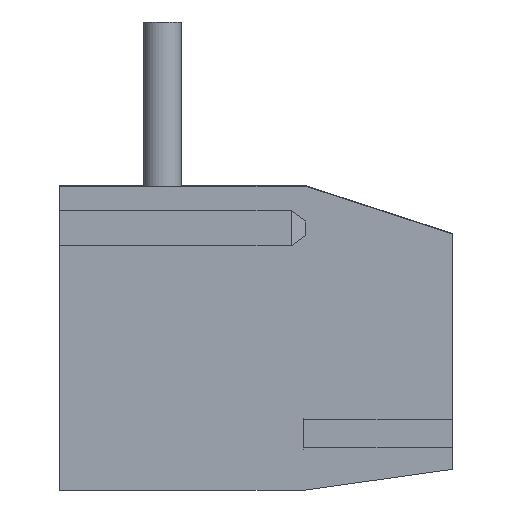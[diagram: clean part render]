
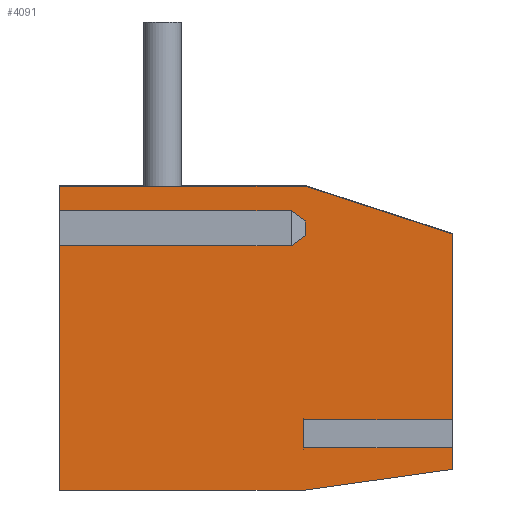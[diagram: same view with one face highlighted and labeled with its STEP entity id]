
A CAD part, left-side view. The second image highlights one B-rep face of the part: STEP entity #4091.
In plain terms, the highlighted planar face has unit normal (-1, 0, 0).
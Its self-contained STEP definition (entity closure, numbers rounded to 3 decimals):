
#85=CARTESIAN_POINT('',(-5.25,-6.2,2.587));
#86=VERTEX_POINT('',#85);
#93=CARTESIAN_POINT('',(-5.25,-6.2,-1.39));
#94=VERTEX_POINT('',#93);
#95=CARTESIAN_POINT('',(-5.25,-6.2,-1.39));
#96=DIRECTION('',(0.,0.,1.));
#97=VECTOR('',#96,3.977);
#98=LINE('',#95,#97);
#99=EDGE_CURVE('',#94,#86,#98,.T.);
#117=CARTESIAN_POINT('',(-5.25,-6.2,-1.99));
#118=VERTEX_POINT('',#117);
#125=CARTESIAN_POINT('',(-5.25,-6.2,-2.447));
#126=VERTEX_POINT('',#125);
#127=CARTESIAN_POINT('',(-5.25,-6.2,-2.447));
#128=DIRECTION('',(0.,0.,1.));
#129=VECTOR('',#128,0.457);
#130=LINE('',#127,#129);
#131=EDGE_CURVE('',#126,#118,#130,.T.);
#2616=CARTESIAN_POINT('',(-5.25,-3.05,-2.89));
#2617=VERTEX_POINT('',#2616);
#2624=CARTESIAN_POINT('',(-5.25,2.2,-2.89));
#2625=VERTEX_POINT('',#2624);
#2626=CARTESIAN_POINT('',(-5.25,2.2,-2.89));
#2627=DIRECTION('',(0.,-1.,0.));
#2628=VECTOR('',#2627,5.25);
#2629=LINE('',#2626,#2628);
#2630=EDGE_CURVE('',#2625,#2617,#2629,.T.);
#3023=CARTESIAN_POINT('',(-5.25,2.2,2.435));
#3024=VERTEX_POINT('',#3023);
#3025=CARTESIAN_POINT('',(-5.25,2.2,2.435));
#3026=DIRECTION('',(0.,0.,-1.));
#3027=VECTOR('',#3026,5.325);
#3028=LINE('',#3025,#3027);
#3029=EDGE_CURVE('',#3024,#2625,#3028,.T.);
#3047=CARTESIAN_POINT('',(-5.25,2.2,2.985));
#3048=VERTEX_POINT('',#3047);
#3055=CARTESIAN_POINT('',(-5.25,2.2,3.61));
#3056=VERTEX_POINT('',#3055);
#3057=CARTESIAN_POINT('',(-5.25,2.2,3.61));
#3058=DIRECTION('',(0.,0.,-1.));
#3059=VECTOR('',#3058,0.625);
#3060=LINE('',#3057,#3059);
#3061=EDGE_CURVE('',#3056,#3048,#3060,.T.);
#3337=CARTESIAN_POINT('',(-5.25,-3.05,-2.89));
#3338=DIRECTION('',(0.,-0.99,0.139));
#3339=VECTOR('',#3338,3.181);
#3340=LINE('',#3337,#3339);
#3341=EDGE_CURVE('',#2617,#126,#3340,.T.);
#3805=CARTESIAN_POINT('',(-5.25,-3.05,3.61));
#3806=VERTEX_POINT('',#3805);
#3807=CARTESIAN_POINT('',(-5.25,-3.05,3.61));
#3808=DIRECTION('',(0.,1.,0.));
#3809=VECTOR('',#3808,5.25);
#3810=LINE('',#3807,#3809);
#3811=EDGE_CURVE('',#3806,#3056,#3810,.T.);
#3895=CARTESIAN_POINT('',(-5.25,-6.2,2.587));
#3896=DIRECTION('',(0.,0.951,0.309));
#3897=VECTOR('',#3896,3.312);
#3898=LINE('',#3895,#3897);
#3899=EDGE_CURVE('',#86,#3806,#3898,.T.);
#4016=CARTESIAN_POINT('',(-5.25,-2.,0.36));
#4017=DIRECTION('',(0.,1.,0.));
#4018=DIRECTION('',(-1.,0.,0.));
#4019=AXIS2_PLACEMENT_3D('',#4016,#4018,#4017);
#4020=PLANE('',#4019);
#4021=ORIENTED_EDGE('',*,*,#3341,.T.);
#4022=ORIENTED_EDGE('',*,*,#131,.T.);
#4023=CARTESIAN_POINT('',(-5.25,-3.02,-1.99));
#4024=VERTEX_POINT('',#4023);
#4025=CARTESIAN_POINT('',(-5.25,-6.2,-1.99));
#4026=DIRECTION('',(0.,1.,0.));
#4027=VECTOR('',#4026,3.18);
#4028=LINE('',#4025,#4027);
#4029=EDGE_CURVE('',#118,#4024,#4028,.T.);
#4030=ORIENTED_EDGE('',*,*,#4029,.T.);
#4031=CARTESIAN_POINT('',(-5.25,-3.02,-1.39));
#4032=VERTEX_POINT('',#4031);
#4033=CARTESIAN_POINT('',(-5.25,-3.02,-1.99));
#4034=DIRECTION('',(0.,0.,1.));
#4035=VECTOR('',#4034,0.6);
#4036=LINE('',#4033,#4035);
#4037=EDGE_CURVE('',#4024,#4032,#4036,.T.);
#4038=ORIENTED_EDGE('',*,*,#4037,.T.);
#4039=CARTESIAN_POINT('',(-5.25,-3.02,-1.39));
#4040=DIRECTION('',(0.,-1.,0.));
#4041=VECTOR('',#4040,3.18);
#4042=LINE('',#4039,#4041);
#4043=EDGE_CURVE('',#4032,#94,#4042,.T.);
#4044=ORIENTED_EDGE('',*,*,#4043,.T.);
#4045=ORIENTED_EDGE('',*,*,#99,.T.);
#4046=ORIENTED_EDGE('',*,*,#3899,.T.);
#4047=ORIENTED_EDGE('',*,*,#3811,.T.);
#4048=ORIENTED_EDGE('',*,*,#3061,.T.);
#4049=CARTESIAN_POINT('',(-5.25,-2.75,2.985));
#4050=VERTEX_POINT('',#4049);
#4051=CARTESIAN_POINT('',(-5.25,2.2,2.985));
#4052=DIRECTION('',(0.,-1.,0.));
#4053=VECTOR('',#4052,4.95);
#4054=LINE('',#4051,#4053);
#4055=EDGE_CURVE('',#3048,#4050,#4054,.T.);
#4056=ORIENTED_EDGE('',*,*,#4055,.T.);
#4057=CARTESIAN_POINT('',(-5.25,-3.05,2.797));
#4058=VERTEX_POINT('',#4057);
#4059=CARTESIAN_POINT('',(-5.25,-2.75,2.985));
#4060=DIRECTION('',(0.,-0.847,-0.532));
#4061=VECTOR('',#4060,0.354);
#4062=LINE('',#4059,#4061);
#4063=EDGE_CURVE('',#4050,#4058,#4062,.T.);
#4064=ORIENTED_EDGE('',*,*,#4063,.T.);
#4065=CARTESIAN_POINT('',(-5.25,-3.05,2.623));
#4066=VERTEX_POINT('',#4065);
#4067=CARTESIAN_POINT('',(-5.25,-3.05,2.797));
#4068=DIRECTION('',(0.,0.,-1.));
#4069=VECTOR('',#4068,0.173);
#4070=LINE('',#4067,#4069);
#4071=EDGE_CURVE('',#4058,#4066,#4070,.T.);
#4072=ORIENTED_EDGE('',*,*,#4071,.T.);
#4073=CARTESIAN_POINT('',(-5.25,-2.75,2.435));
#4074=VERTEX_POINT('',#4073);
#4075=CARTESIAN_POINT('',(-5.25,-3.05,2.623));
#4076=DIRECTION('',(0.,0.847,-0.532));
#4077=VECTOR('',#4076,0.354);
#4078=LINE('',#4075,#4077);
#4079=EDGE_CURVE('',#4066,#4074,#4078,.T.);
#4080=ORIENTED_EDGE('',*,*,#4079,.T.);
#4081=CARTESIAN_POINT('',(-5.25,-2.75,2.435));
#4082=DIRECTION('',(0.,1.,0.));
#4083=VECTOR('',#4082,4.95);
#4084=LINE('',#4081,#4083);
#4085=EDGE_CURVE('',#4074,#3024,#4084,.T.);
#4086=ORIENTED_EDGE('',*,*,#4085,.T.);
#4087=ORIENTED_EDGE('',*,*,#3029,.T.);
#4088=ORIENTED_EDGE('',*,*,#2630,.T.);
#4089=EDGE_LOOP('',(#4021,#4022,#4030,#4038,#4044,#4045,#4046,#4047,#4048,#4056,#4064,#4072,#4080,#4086,#4087,#4088));
#4090=FACE_OUTER_BOUND('',#4089,.T.);
#4091=ADVANCED_FACE('',(#4090),#4020,.T.);
